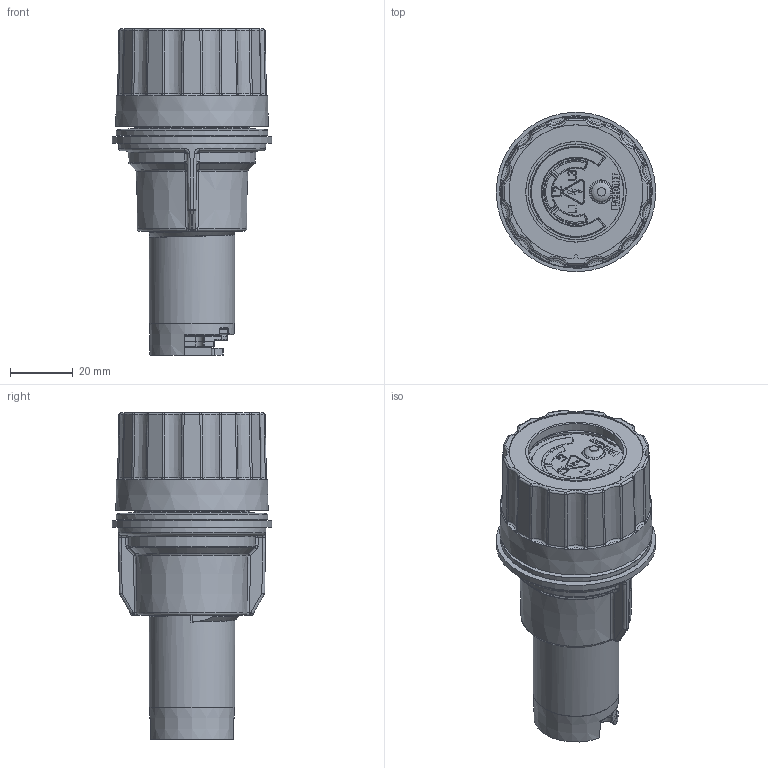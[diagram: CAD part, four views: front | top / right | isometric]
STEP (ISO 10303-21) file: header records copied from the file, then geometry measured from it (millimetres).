
FILE_DESCRIPTION(/* description */ (''),/* implementation_level */ '2;1');
FILE_NAME(/* name */ '18I218BQ_00-VS2 BIM STP MODEL.stp',/* time_stamp */ '2022-11-11T13:39:03-05:00',/* author */ (''),/* organization */ (''),/* preprocessor_version */ 'ST-DEVELOPER v16.7',/* originating_system */ 'SIEMENS PLM Software NX 1926',/* authorisation */ '');
FILE_SCHEMA (('AP203_CONFIGURATION_CONTROLLED_3D_DESIGN_OF_MECHANICAL_PARTS_AND_ASSEMBLIES_MIM_LF { 1 0 10303 403 2 1 2}'));
Products named in the file (17): 14I216GD_00-BUTTON_O-RING; 14I216FU_00-VDD_TACTILE_BUTTON; 14I216FV_00-VDD_2X2_HEADER; 14I216FW_00-VDD_NEGATIVE_BATTERY_TERMINAL; 14I216FX_00-VDD_POSTITVE_BATTERY_TERMINAL; 14I216FY_00-VDD_RJ45_JACK; 14I216FR_00-VDD_BODY_SEALING_ORING; 14I216FQ_00-VDD_CAP_SPRING_ORING; 14I216BF_04-Panel Nut; 14I216FM_01-BULKHEAD WASHER_; 14I216FF_09-Plug Retention Clip; 14I216FI_01-Face plate; 14I216FD_14-Cap; 14I216FB_07-Battery Shuttle Top; 14I216FA_07-Well Body; 14I216AJ_13-Indicator Module Assembly; 18I218BQ_00-VS2 BIM STP MODEL
Assembly tree (17 placements, depth 3):
  18I218BQ_00-VS2 BIM STP MODEL
    14I216AJ_13-Indicator Module Assembly
      14I216FA_07-Well Body
      14I216FB_07-Battery Shuttle Top
      14I216FD_14-Cap
      14I216FI_01-Face plate
      14I216FF_09-Plug Retention Clip
      14I216FM_01-BULKHEAD WASHER_
      14I216BF_04-Panel Nut
      14I216FQ_00-VDD_CAP_SPRING_ORING
      14I216FR_00-VDD_BODY_SEALING_ORING
      14I216FY_00-VDD_RJ45_JACK
      14I216FX_00-VDD_POSTITVE_BATTERY_TERMINAL
      14I216FW_00-VDD_NEGATIVE_BATTERY_TERMINAL
      14I216FV_00-VDD_2X2_HEADER  x2
      14I216FU_00-VDD_TACTILE_BUTTON
      14I216GD_00-BUTTON_O-RING
Bounding box: 50.8 x 50.8 x 103.94 mm (x, y, z)
Volume: 56757.5 mm3; surface area: 59560.4 mm2
Topology: 31 solids, 33 shells, 3197 faces, 8127 edges, 4977 vertices
Faces by surface type: plane 1232, bspline 948, cylinder 599, cone 157, torus 135, sphere 86, extrusion 36, revolution 4
Full cylindrical faces by diameter (mm): 1.626 x2, 2.9 x1, 4.7 x1, 6.858 x1, 27.294 x1, 30.099 x1, 30.196 x1, 30.861 x1, 36.83 x1, 48.26 x1, 50.8 x1
Entity records: 150219 total; most frequent: CARTESIAN_POINT 59111, ORIENTED_EDGE 15500, DIRECTION 12008, EDGE_CURVE 7751, VERTEX_POINT 4819, AXIS2_PLACEMENT_3D 4401, EDGE_LOOP 3341, VECTOR 3202
